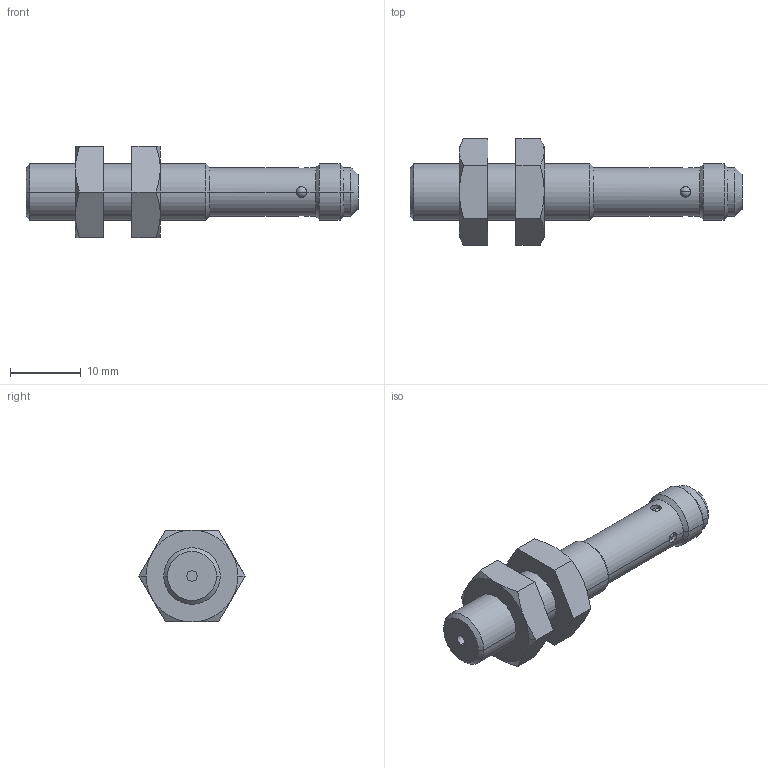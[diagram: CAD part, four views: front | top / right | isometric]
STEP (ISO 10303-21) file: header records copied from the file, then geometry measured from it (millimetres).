
FILE_DESCRIPTION(('STEP AP242'),'1');
FILE_NAME('sensor_xuah0203s.stp','2021-05-28T16:57:00',('TraceParts'),('TraceParts S.A.'),'Spatial InterOp 3D',' ',' ');
FILE_SCHEMA(('AP242_MANAGED_MODEL_BASED_3D_ENGINEERING_MIM_LF {1 0 10303 442 1 1 4}'));
Length unit declared in the file: millimetre
Products named in the file (1): sensor_xuah0203s_1
Bounding box: 47 x 15.01 x 13 mm (x, y, z)
Volume: 2944.7 mm3; surface area: 2186.3 mm2
Topology: 3 solids, 3 shells, 86 faces, 192 edges, 108 vertices
Faces by surface type: cone 34, cylinder 24, plane 20, sphere 8
Entity records: 3152 total; most frequent: CARTESIAN_POINT 617, DIRECTION 402, ORIENTED_EDGE 368, EDGE_CURVE 184, AXIS2_PLACEMENT_3D 165, VERTEX_POINT 108, EDGE_LOOP 94, STYLED_ITEM 86
